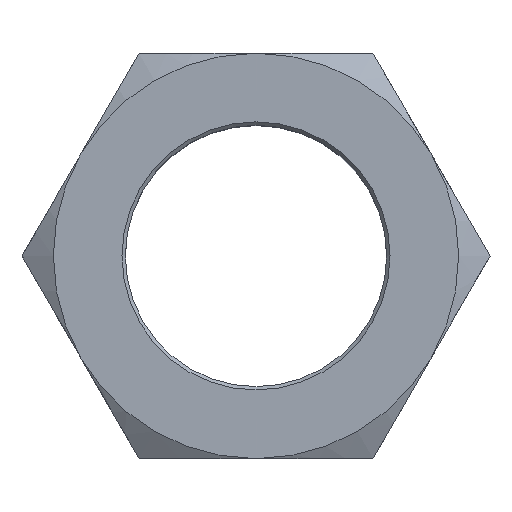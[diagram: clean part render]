
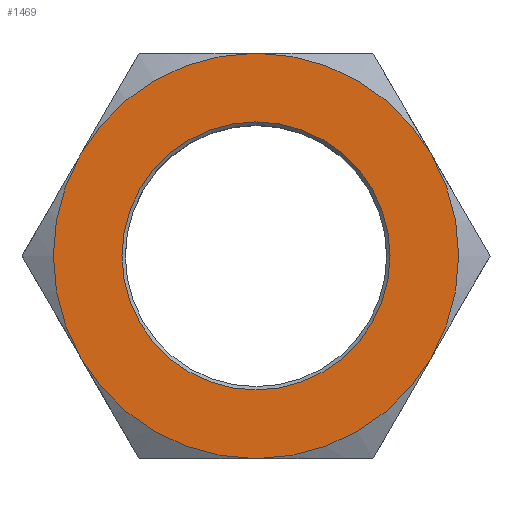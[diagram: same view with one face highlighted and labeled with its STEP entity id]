
A CAD part, top view. The second image highlights one B-rep face of the part: STEP entity #1469.
In plain terms, the highlighted planar face has unit normal (0, 0, 1).
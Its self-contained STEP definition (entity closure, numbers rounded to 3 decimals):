
#786=ORIENTED_EDGE('',*,*,#961,.F.);
#787=ORIENTED_EDGE('',*,*,#953,.F.);
#788=ORIENTED_EDGE('',*,*,#962,.F.);
#789=ORIENTED_EDGE('',*,*,#957,.F.);
#790=ORIENTED_EDGE('',*,*,#960,.F.);
#791=ORIENTED_EDGE('',*,*,#927,.F.);
#792=ORIENTED_EDGE('',*,*,#963,.F.);
#793=ORIENTED_EDGE('',*,*,#935,.F.);
#794=ORIENTED_EDGE('',*,*,#964,.F.);
#795=ORIENTED_EDGE('',*,*,#941,.F.);
#796=ORIENTED_EDGE('',*,*,#965,.F.);
#797=ORIENTED_EDGE('',*,*,#947,.F.);
#798=ORIENTED_EDGE('',*,*,#966,.T.);
#846=CIRCLE('',#1379,20.5);
#847=CIRCLE('',#1387,20.5);
#848=CIRCLE('',#1394,20.5);
#849=CIRCLE('',#1401,20.5);
#850=CIRCLE('',#1408,20.5);
#851=CIRCLE('',#1414,20.5);
#852=CIRCLE('',#1418,20.5);
#853=CIRCLE('',#1420,20.5);
#854=CIRCLE('',#1421,20.5);
#855=CIRCLE('',#1422,20.5);
#856=CIRCLE('',#1423,20.5);
#857=CIRCLE('',#1424,20.5);
#858=CIRCLE('',#1425,13.558);
#881=VERTEX_POINT('',#1258);
#882=VERTEX_POINT('',#1260);
#887=VERTEX_POINT('',#1274);
#888=VERTEX_POINT('',#1276);
#891=VERTEX_POINT('',#1286);
#892=VERTEX_POINT('',#1288);
#895=VERTEX_POINT('',#1298);
#896=VERTEX_POINT('',#1300);
#899=VERTEX_POINT('',#1310);
#900=VERTEX_POINT('',#1312);
#901=VERTEX_POINT('',#1318);
#902=VERTEX_POINT('',#1320);
#903=VERTEX_POINT('',#1332);
#927=EDGE_CURVE('',#881,#882,#846,.T.);
#935=EDGE_CURVE('',#887,#888,#847,.T.);
#941=EDGE_CURVE('',#891,#892,#848,.T.);
#947=EDGE_CURVE('',#895,#896,#849,.T.);
#953=EDGE_CURVE('',#899,#900,#850,.T.);
#957=EDGE_CURVE('',#901,#902,#851,.T.);
#960=EDGE_CURVE('',#882,#901,#852,.T.);
#961=EDGE_CURVE('',#900,#895,#853,.T.);
#962=EDGE_CURVE('',#902,#899,#854,.T.);
#963=EDGE_CURVE('',#888,#881,#855,.T.);
#964=EDGE_CURVE('',#892,#887,#856,.T.);
#965=EDGE_CURVE('',#896,#891,#857,.T.);
#966=EDGE_CURVE('',#903,#903,#858,.T.);
#988=EDGE_LOOP('',(#786,#787,#788,#789,#790,#791,#792,#793,#794,#795,#796,
#797));
#989=EDGE_LOOP('',(#798));
#1026=FACE_BOUND('',#988,.T.);
#1027=FACE_BOUND('',#989,.T.);
#1085=DIRECTION('',(0.,0.,-1.));
#1086=DIRECTION('',(-0.113,20.5,0.));
#1103=DIRECTION('',(0.,0.,-1.));
#1104=DIRECTION('',(-17.774,10.214,0.));
#1118=DIRECTION('',(0.,0.,-1.));
#1119=DIRECTION('',(-17.709,-10.327,0.));
#1133=DIRECTION('',(0.,0.,-1.));
#1134=DIRECTION('',(0.113,-20.5,0.));
#1148=DIRECTION('',(0.,0.,-1.));
#1149=DIRECTION('',(17.774,-10.214,0.));
#1160=DIRECTION('',(0.,0.,-1.));
#1161=DIRECTION('',(17.709,10.327,0.));
#1168=DIRECTION('',(0.,0.,-1.));
#1169=DIRECTION('',(0.113,20.5,0.));
#1170=DIRECTION('',(0.,0.,1.));
#1171=DIRECTION('',(0.,-1.,0.));
#1172=DIRECTION('',(0.,0.,-1.));
#1173=DIRECTION('',(17.709,-10.327,0.));
#1174=DIRECTION('',(0.,0.,-1.));
#1175=DIRECTION('',(17.774,10.214,0.));
#1176=DIRECTION('',(0.,0.,-1.));
#1177=DIRECTION('',(-17.709,10.327,0.));
#1178=DIRECTION('',(0.,0.,-1.));
#1179=DIRECTION('',(-17.774,-10.214,0.));
#1180=DIRECTION('',(0.,0.,-1.));
#1181=DIRECTION('',(-0.113,-20.5,0.));
#1182=DIRECTION('',(0.,0.,-1.));
#1183=DIRECTION('',(-13.558,0.,0.));
#1258=CARTESIAN_POINT('',(14.606,20.5,48.35));
#1260=CARTESIAN_POINT('',(14.833,20.5,48.35));
#1261=CARTESIAN_POINT('',(14.719,0.,48.35));
#1274=CARTESIAN_POINT('',(-3.055,10.214,48.35));
#1276=CARTESIAN_POINT('',(-2.989,10.327,48.35));
#1277=CARTESIAN_POINT('',(14.719,0.,48.35));
#1286=CARTESIAN_POINT('',(-2.989,-10.327,48.35));
#1288=CARTESIAN_POINT('',(-3.055,-10.214,48.35));
#1289=CARTESIAN_POINT('',(14.719,0.,48.35));
#1298=CARTESIAN_POINT('',(14.833,-20.5,48.35));
#1300=CARTESIAN_POINT('',(14.606,-20.5,48.35));
#1301=CARTESIAN_POINT('',(14.719,0.,48.35));
#1310=CARTESIAN_POINT('',(32.494,-10.214,48.35));
#1312=CARTESIAN_POINT('',(32.428,-10.327,48.35));
#1313=CARTESIAN_POINT('',(14.719,0.,48.35));
#1318=CARTESIAN_POINT('',(32.428,10.327,48.35));
#1320=CARTESIAN_POINT('',(32.494,10.214,48.35));
#1321=CARTESIAN_POINT('',(14.719,0.,48.35));
#1325=CARTESIAN_POINT('',(14.719,0.,48.35));
#1326=CARTESIAN_POINT('',(32.428,-10.327,48.35));
#1327=CARTESIAN_POINT('',(14.719,0.,48.35));
#1328=CARTESIAN_POINT('',(14.719,0.,48.35));
#1329=CARTESIAN_POINT('',(14.719,0.,48.35));
#1330=CARTESIAN_POINT('',(14.719,0.,48.35));
#1331=CARTESIAN_POINT('',(14.719,0.,48.35));
#1332=CARTESIAN_POINT('',(1.161,0.,48.35));
#1333=CARTESIAN_POINT('',(14.719,0.,48.35));
#1379=AXIS2_PLACEMENT_3D('',#1261,#1085,#1086);
#1387=AXIS2_PLACEMENT_3D('',#1277,#1103,#1104);
#1394=AXIS2_PLACEMENT_3D('',#1289,#1118,#1119);
#1401=AXIS2_PLACEMENT_3D('',#1301,#1133,#1134);
#1408=AXIS2_PLACEMENT_3D('',#1313,#1148,#1149);
#1414=AXIS2_PLACEMENT_3D('',#1321,#1160,#1161);
#1418=AXIS2_PLACEMENT_3D('',#1325,#1168,#1169);
#1419=AXIS2_PLACEMENT_3D('',#1326,#1170,#1171);
#1420=AXIS2_PLACEMENT_3D('',#1327,#1172,#1173);
#1421=AXIS2_PLACEMENT_3D('',#1328,#1174,#1175);
#1422=AXIS2_PLACEMENT_3D('',#1329,#1176,#1177);
#1423=AXIS2_PLACEMENT_3D('',#1330,#1178,#1179);
#1424=AXIS2_PLACEMENT_3D('',#1331,#1180,#1181);
#1425=AXIS2_PLACEMENT_3D('',#1333,#1182,#1183);
#1454=PLANE('',#1419);
#1469=ADVANCED_FACE('',(#1026,#1027),#1454,.T.);
